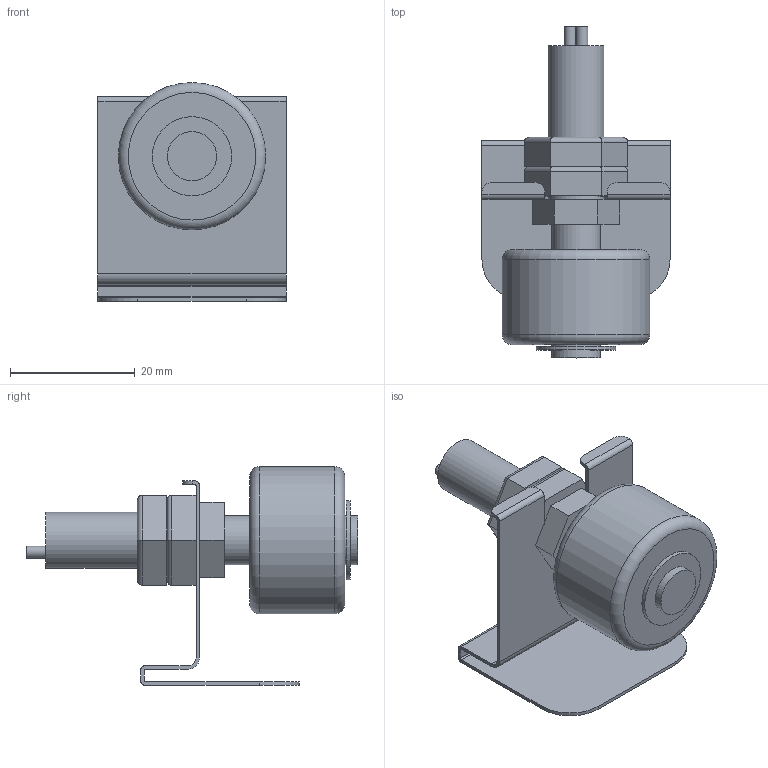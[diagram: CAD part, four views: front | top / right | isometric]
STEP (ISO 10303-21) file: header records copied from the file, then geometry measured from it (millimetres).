
FILE_DESCRIPTION(/* description */ ('Low Voltage Condensate Overflow Shut-off Switch'),/* implementation_level */ '2;1');
FILE_NAME(/* name */ 'float_switch.step',/* time_stamp */ '2019-02-25T14:20:01-05:00',/* author */ ('Jeff Florek'),/* organization */ (''),/* preprocessor_version */ 'ST-DEVELOPER v15.6',/* originating_system */ 'Autodesk Inventor 2015',/* authorisation */ '');
FILE_SCHEMA (('AUTOMOTIVE_DESIGN { 1 0 10303 214 3 1 1 }'));
Length unit declared in the file: inch
Products named in the file (1): FLOAT_SWITCH
Bounding box: 30.16 x 53.21 x 35.09 mm (x, y, z)
Volume: 10804 mm3; surface area: 9103.8 mm2
Topology: 7 solids, 7 shells, 96 faces, 226 edges, 146 vertices
Faces by surface type: plane 54, cylinder 40, torus 2
Full cylindrical faces by diameter (mm): 7.874 x2, 8.966 x3, 9.525 x1, 12.7 x1, 23.622 x1
Entity records: 2755 total; most frequent: DIRECTION 480, CARTESIAN_POINT 459, ORIENTED_EDGE 432, EDGE_CURVE 216, AXIS2_PLACEMENT_3D 167, LINE 146, VECTOR 146, VERTEX_POINT 146
